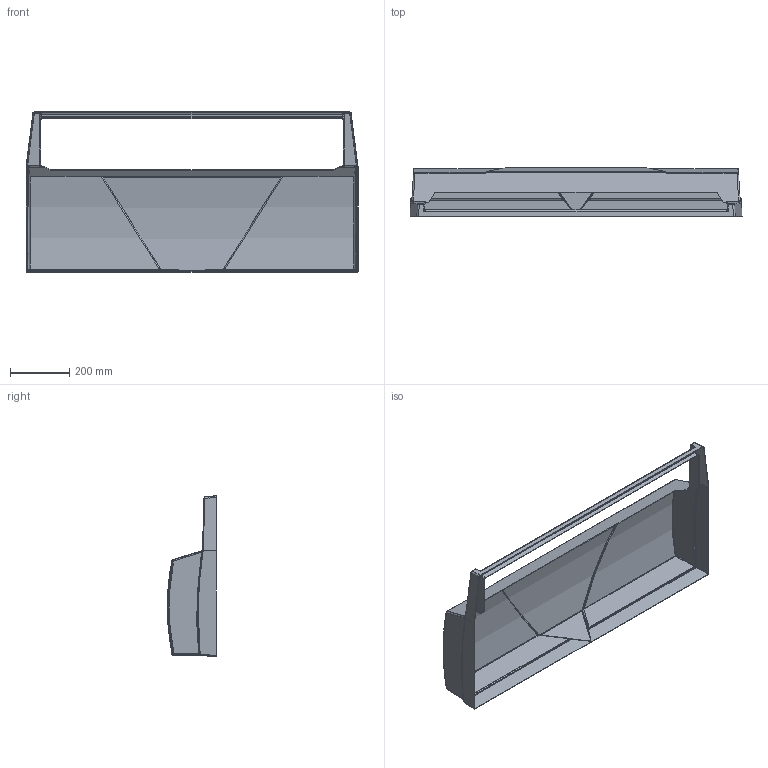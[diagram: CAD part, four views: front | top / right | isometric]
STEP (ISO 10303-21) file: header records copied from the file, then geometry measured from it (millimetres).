
FILE_DESCRIPTION (( 'STEP AP214' ), '1' );
FILE_NAME ('surfacing2ag.STEP', '2021-11-27T02:27:07', ( '' ), ( '' ), 'SwSTEP 2.0', 'SolidWorks 2021', '' );
FILE_SCHEMA (( 'AUTOMOTIVE_DESIGN' ));
Length unit declared in the file: inch
Products named in the file (1): surfacing2ag
Bounding box: 1117.6 x 165.53 x 539.75 mm (x, y, z)
Volume: 1420803.5 mm3; surface area: 1608385.8 mm2
Topology: 1 solids, 1 shells, 326 faces, 796 edges, 450 vertices
Faces by surface type: bspline 146, cylinder 96, plane 68, sphere 8, torus 8
Entity records: 17501 total; most frequent: CARTESIAN_POINT 11249, ORIENTED_EDGE 1552, DIRECTION 934, EDGE_CURVE 776, VERTEX_POINT 450, AXIS2_PLACEMENT_3D 345, EDGE_LOOP 326, ADVANCED_FACE 326
